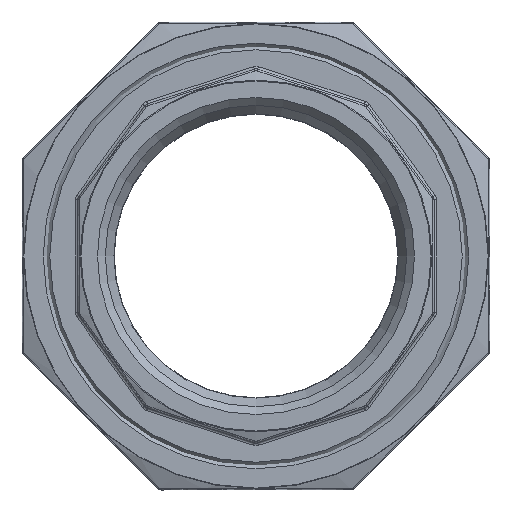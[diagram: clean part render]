
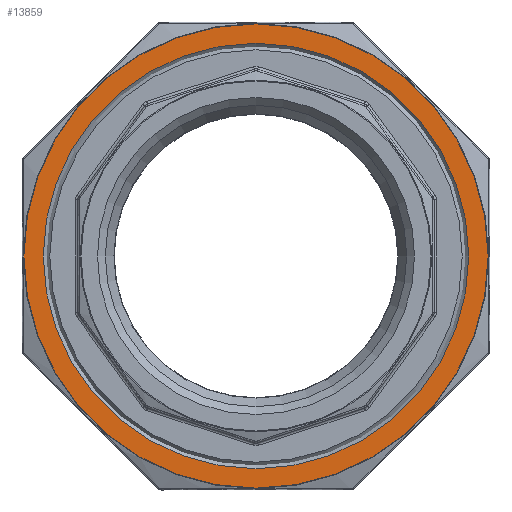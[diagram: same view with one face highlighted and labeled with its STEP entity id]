
A CAD part, left-side view. The second image highlights one B-rep face of the part: STEP entity #13859.
In plain terms, the highlighted planar face has unit normal (-1, 0, 0).
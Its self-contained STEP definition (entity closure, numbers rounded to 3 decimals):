
#843 = CIRCLE ( 'NONE', #5613, 40. ) ;
#1692 = EDGE_CURVE ( 'NONE', #8950, #8950, #843, .T. ) ;
#3199 = VERTEX_POINT ( 'NONE', #17432 ) ;
#4050 = DIRECTION ( 'NONE',  ( -1., 0., 0. ) ) ;
#4454 = DIRECTION ( 'NONE',  ( 0., 1., 0. ) ) ;
#5541 = CARTESIAN_POINT ( 'NONE',  ( -15.5, 53.92, 0. ) ) ;
#5613 = AXIS2_PLACEMENT_3D ( 'NONE', #13650, #5982, #4454 ) ;
#5982 = DIRECTION ( 'NONE',  ( 1., 0., 0. ) ) ;
#6787 = DIRECTION ( 'NONE',  ( 0., -1., 0. ) ) ;
#7096 = CIRCLE ( 'NONE', #8100, 43.647 ) ;
#7130 = ORIENTED_EDGE ( 'NONE', *, *, #1692, .T. ) ;
#8030 = CARTESIAN_POINT ( 'NONE',  ( -15.5, 0., 0. ) ) ;
#8100 = AXIS2_PLACEMENT_3D ( 'NONE', #8030, #10861, #9359 ) ;
#8950 = VERTEX_POINT ( 'NONE', #18170 ) ;
#9359 = DIRECTION ( 'NONE',  ( 0., -1., 0. ) ) ;
#9666 = EDGE_LOOP ( 'NONE', ( #7130 ) ) ;
#10100 = AXIS2_PLACEMENT_3D ( 'NONE', #5541, #4050, #6787 ) ;
#10676 = EDGE_LOOP ( 'NONE', ( #17896 ) ) ;
#10861 = DIRECTION ( 'NONE',  ( -1., 0., 0. ) ) ;
#11740 = FACE_OUTER_BOUND ( 'NONE', #10676, .T. ) ;
#13242 = PLANE ( 'NONE',  #10100 ) ;
#13650 = CARTESIAN_POINT ( 'NONE',  ( -15.5, 0., 0. ) ) ;
#13859 = ADVANCED_FACE ( 'NONE', ( #11740, #16227 ), #13242, .T. ) ;
#16227 = FACE_BOUND ( 'NONE', #9666, .T. ) ;
#17137 = EDGE_CURVE ( 'NONE', #3199, #3199, #7096, .T. ) ;
#17432 = CARTESIAN_POINT ( 'NONE',  ( -15.5, -43.647, 0. ) ) ;
#17896 = ORIENTED_EDGE ( 'NONE', *, *, #17137, .T. ) ;
#18170 = CARTESIAN_POINT ( 'NONE',  ( -15.5, 40., 0. ) ) ;
